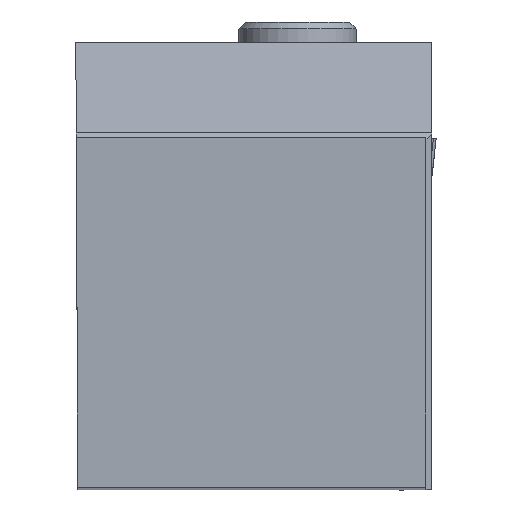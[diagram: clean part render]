
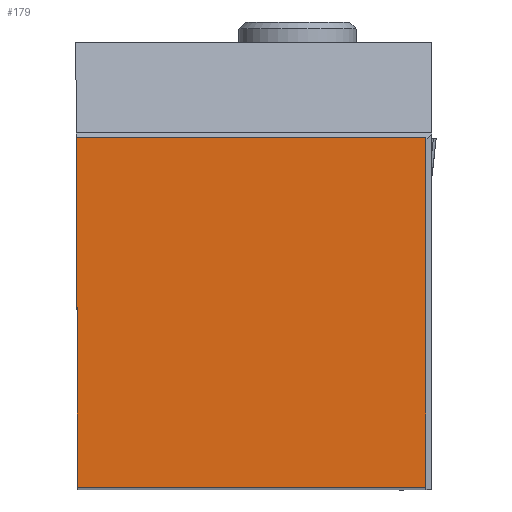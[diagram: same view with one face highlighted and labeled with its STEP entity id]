
A CAD part, top view. The second image highlights one B-rep face of the part: STEP entity #179.
In plain terms, the highlighted planar face has unit normal (0, 0, 1).
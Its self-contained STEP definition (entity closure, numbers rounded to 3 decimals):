
#179=ADVANCED_FACE('BLANK_BOXF006',(#283),#228,.F.);
#228=PLANE('',#1302);
#283=FACE_OUTER_BOUND('',#340,.T.);
#340=EDGE_LOOP('',(#582,#583,#584,#585));
#582=ORIENTED_EDGE('',*,*,#901,.T.);
#583=ORIENTED_EDGE('',*,*,#902,.T.);
#584=ORIENTED_EDGE('',*,*,#903,.T.);
#585=ORIENTED_EDGE('',*,*,#895,.T.);
#757=VERTEX_POINT('',#2031);
#758=VERTEX_POINT('',#2033);
#761=VERTEX_POINT('',#2044);
#762=VERTEX_POINT('',#2046);
#895=EDGE_CURVE('',#758,#757,#1024,.T.);
#901=EDGE_CURVE('',#757,#761,#1030,.T.);
#902=EDGE_CURVE('',#761,#762,#1031,.T.);
#903=EDGE_CURVE('',#762,#758,#1032,.T.);
#1024=LINE('',#2032,#1155);
#1030=LINE('',#2043,#1161);
#1031=LINE('',#2045,#1162);
#1032=LINE('',#2047,#1163);
#1155=VECTOR('',#1536,1.);
#1161=VECTOR('',#1546,1.);
#1162=VECTOR('',#1547,1.);
#1163=VECTOR('',#1548,1.);
#1302=AXIS2_PLACEMENT_3D('',#2048,#1549,#1550);
#1536=DIRECTION('',(1.,0.,0.));
#1546=DIRECTION('',(0.,1.,0.));
#1547=DIRECTION('',(-1.,0.,0.));
#1548=DIRECTION('',(0.004,-1.,0.));
#1549=DIRECTION('',(0.,0.,-1.));
#1550=DIRECTION('',(0.,-1.,0.));
#2031=CARTESIAN_POINT('',(25.273,0.,0.));
#2032=CARTESIAN_POINT('',(-126.2,0.,0.));
#2033=CARTESIAN_POINT('',(0.11,0.,0.));
#2043=CARTESIAN_POINT('',(25.273,-126.2,0.));
#2044=CARTESIAN_POINT('',(25.273,25.273,0.));
#2045=CARTESIAN_POINT('',(126.2,25.273,0.));
#2046=CARTESIAN_POINT('',(0.,25.273,0.));
#2047=CARTESIAN_POINT('',(-0.44,126.199,0.));
#2048=CARTESIAN_POINT('',(25.685,-5.,0.));
